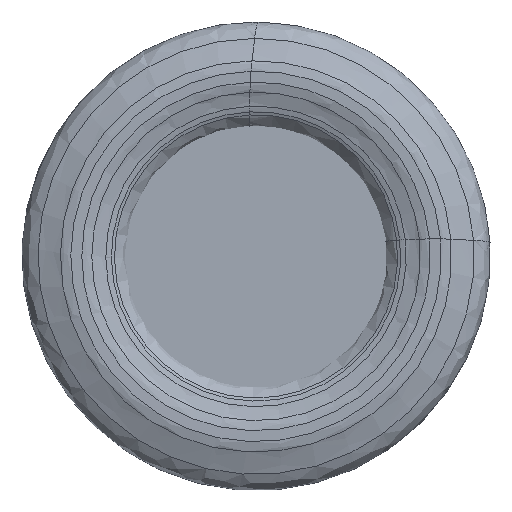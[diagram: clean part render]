
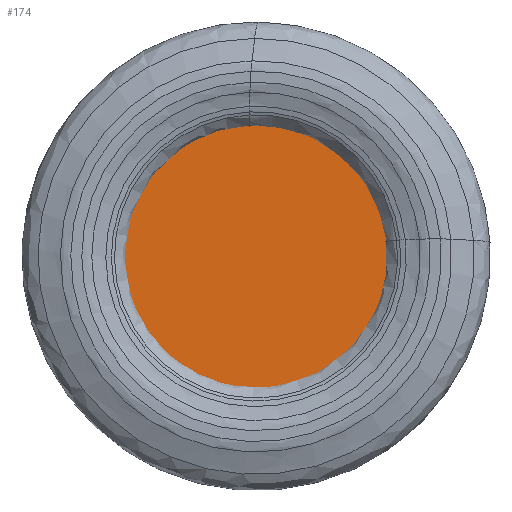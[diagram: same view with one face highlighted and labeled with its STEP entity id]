
A CAD part, left-side view. The second image highlights one B-rep face of the part: STEP entity #174.
In plain terms, the highlighted planar face has unit normal (-1, 0, 0).
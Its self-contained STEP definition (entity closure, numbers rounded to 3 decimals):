
#73=PLANE('',#937);
#174=ADVANCED_FACE('',(#287),#73,.F.);
#287=FACE_OUTER_BOUND('',#337,.T.);
#337=EDGE_LOOP('',(#559));
#559=ORIENTED_EDGE('',*,*,#748,.T.);
#637=VERTEX_POINT('',#2363);
#748=EDGE_CURVE('',#637,#637,#841,.T.);
#841=CIRCLE('',#936,12.078);
#936=AXIS2_PLACEMENT_3D('',#2362,#1138,#1139);
#937=AXIS2_PLACEMENT_3D('',#2364,#1140,#1141);
#1138=DIRECTION('',(-1.,0.,0.));
#1139=DIRECTION('',(0.,0.,1.));
#1140=DIRECTION('',(1.,0.,0.));
#1141=DIRECTION('',(0.,0.,-1.));
#2362=CARTESIAN_POINT('',(1.8,0.,0.));
#2363=CARTESIAN_POINT('',(1.8,0.,12.078));
#2364=CARTESIAN_POINT('',(1.8,0.,0.));
